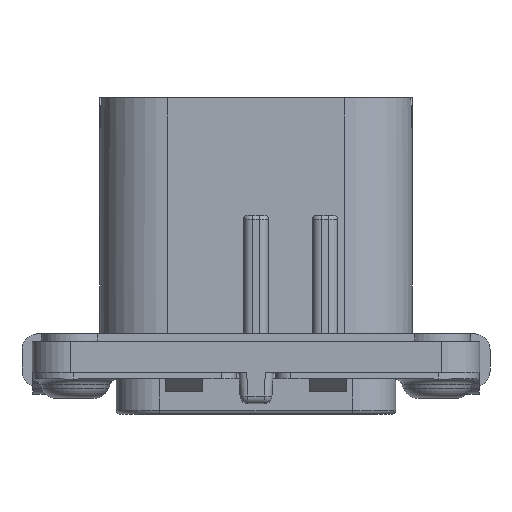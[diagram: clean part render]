
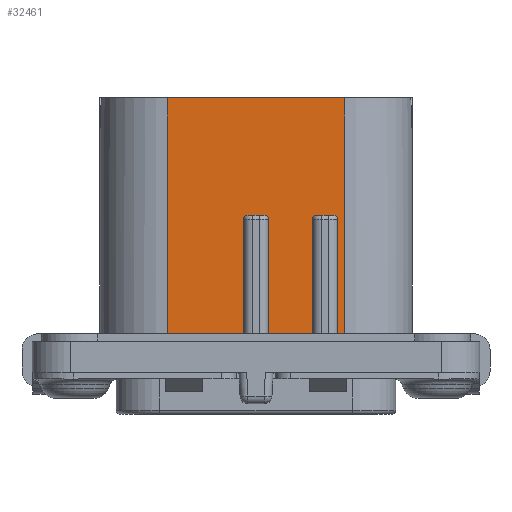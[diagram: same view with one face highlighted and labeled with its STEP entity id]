
A CAD part, front view. The second image highlights one B-rep face of the part: STEP entity #32461.
In plain terms, the highlighted planar face has unit normal (0, -1, 0).
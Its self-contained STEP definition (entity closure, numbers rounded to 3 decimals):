
#1459=DIRECTION('',(1.,0.,0.));
#1460=VECTOR('',#1459,0.45);
#1461=CARTESIAN_POINT('',(5.25,-9.,2.));
#1462=LINE('',#1461,#1460);
#1603=DIRECTION('',(1.,0.,0.));
#1604=VECTOR('',#1603,11.4);
#1605=CARTESIAN_POINT('',(-5.7,-9.,17.67));
#1606=LINE('',#1605,#1604);
#7551=DIRECTION('',(0.,0.,1.));
#7552=VECTOR('',#7551,7.87);
#7553=CARTESIAN_POINT('',(5.25,-9.,2.));
#7554=LINE('',#7553,#7552);
#7555=DIRECTION('',(1.,0.,0.));
#7556=VECTOR('',#7555,1.1);
#7557=CARTESIAN_POINT('',(3.9,-9.,10.12));
#7558=LINE('',#7557,#7556);
#7559=DIRECTION('',(0.,0.,1.));
#7560=VECTOR('',#7559,7.87);
#7561=CARTESIAN_POINT('',(3.65,-9.,2.));
#7562=LINE('',#7561,#7560);
#7563=DIRECTION('',(0.,0.,1.));
#7564=VECTOR('',#7563,7.87);
#7565=CARTESIAN_POINT('',(0.8,-9.,2.));
#7566=LINE('',#7565,#7564);
#7567=DIRECTION('',(1.,0.,0.));
#7568=VECTOR('',#7567,1.1);
#7569=CARTESIAN_POINT('',(-0.55,-9.,10.12));
#7570=LINE('',#7569,#7568);
#7571=DIRECTION('',(0.,0.,1.));
#7572=VECTOR('',#7571,7.87);
#7573=CARTESIAN_POINT('',(-0.8,-9.,2.));
#7574=LINE('',#7573,#7572);
#7575=DIRECTION('',(0.,0.,-1.));
#7576=VECTOR('',#7575,15.67);
#7577=CARTESIAN_POINT('',(-5.7,-9.,17.67));
#7578=LINE('',#7577,#7576);
#7579=DIRECTION('',(0.,0.,-1.));
#7580=VECTOR('',#7579,15.67);
#7581=CARTESIAN_POINT('',(5.7,-9.,17.67));
#7582=LINE('',#7581,#7580);
#7596=CARTESIAN_POINT('',(5.,-9.,9.87));
#7597=DIRECTION('',(0.,1.,0.));
#7598=DIRECTION('',(0.,0.,1.));
#7599=AXIS2_PLACEMENT_3D('',#7596,#7597,#7598);
#7638=CARTESIAN_POINT('',(3.9,-9.,9.87));
#7639=DIRECTION('',(0.,1.,0.));
#7640=DIRECTION('',(-1.,0.,0.));
#7641=AXIS2_PLACEMENT_3D('',#7638,#7639,#7640);
#7728=DIRECTION('',(1.,0.,0.));
#7729=VECTOR('',#7728,4.9);
#7730=CARTESIAN_POINT('',(-5.7,-9.,2.));
#7731=LINE('',#7730,#7729);
#13707=CARTESIAN_POINT('',(-0.55,-9.,9.87));
#13708=DIRECTION('',(0.,1.,0.));
#13709=DIRECTION('',(-1.,0.,0.));
#13710=AXIS2_PLACEMENT_3D('',#13707,#13708,#13709);
#13739=CARTESIAN_POINT('',(0.55,-9.,9.87));
#13740=DIRECTION('',(0.,1.,0.));
#13741=DIRECTION('',(0.,0.,1.));
#13742=AXIS2_PLACEMENT_3D('',#13739,#13740,#13741);
#13764=DIRECTION('',(1.,0.,0.));
#13765=VECTOR('',#13764,2.85);
#13766=CARTESIAN_POINT('',(0.8,-9.,2.));
#13767=LINE('',#13766,#13765);
#18291=CARTESIAN_POINT('',(-5.7,-9.,17.67));
#18292=CARTESIAN_POINT('',(-5.7,-9.,2.));
#18293=VERTEX_POINT('',#18291);
#18294=VERTEX_POINT('',#18292);
#18295=CARTESIAN_POINT('',(5.7,-9.,17.67));
#18296=CARTESIAN_POINT('',(5.7,-9.,2.));
#18297=VERTEX_POINT('',#18295);
#18298=VERTEX_POINT('',#18296);
#18445=CARTESIAN_POINT('',(-0.8,-9.,2.));
#18446=VERTEX_POINT('',#18445);
#18447=CARTESIAN_POINT('',(0.8,-9.,2.));
#18448=CARTESIAN_POINT('',(3.65,-9.,2.));
#18449=VERTEX_POINT('',#18447);
#18450=VERTEX_POINT('',#18448);
#18451=CARTESIAN_POINT('',(5.25,-9.,2.));
#18452=VERTEX_POINT('',#18451);
#20902=CARTESIAN_POINT('',(0.8,-9.,9.87));
#20904=VERTEX_POINT('',#20902);
#20906=CARTESIAN_POINT('',(0.55,-9.,10.12));
#20908=VERTEX_POINT('',#20906);
#20929=CARTESIAN_POINT('',(-0.55,-9.,10.12));
#20930=VERTEX_POINT('',#20929);
#20931=CARTESIAN_POINT('',(-0.8,-9.,9.87));
#20932=VERTEX_POINT('',#20931);
#20934=CARTESIAN_POINT('',(5.25,-9.,9.87));
#20936=VERTEX_POINT('',#20934);
#20938=CARTESIAN_POINT('',(5.,-9.,10.12));
#20940=VERTEX_POINT('',#20938);
#20941=CARTESIAN_POINT('',(3.9,-9.,10.12));
#20943=VERTEX_POINT('',#20941);
#20945=CARTESIAN_POINT('',(3.65,-9.,9.87));
#20947=VERTEX_POINT('',#20945);
#32425=CARTESIAN_POINT('',(-10.05,-9.,2.));
#32426=DIRECTION('',(0.,-1.,0.));
#32427=DIRECTION('',(1.,0.,0.));
#32428=AXIS2_PLACEMENT_3D('',#32425,#32426,#32427);
#32429=PLANE('',#32428);
#32431=ORIENTED_EDGE('',*,*,#32430,.T.);
#32433=ORIENTED_EDGE('',*,*,#32432,.F.);
#32435=ORIENTED_EDGE('',*,*,#32434,.F.);
#32437=ORIENTED_EDGE('',*,*,#32436,.F.);
#32439=ORIENTED_EDGE('',*,*,#32438,.F.);
#32441=ORIENTED_EDGE('',*,*,#32440,.F.);
#32443=ORIENTED_EDGE('',*,*,#32442,.T.);
#32445=ORIENTED_EDGE('',*,*,#32444,.F.);
#32447=ORIENTED_EDGE('',*,*,#32446,.F.);
#32449=ORIENTED_EDGE('',*,*,#32448,.F.);
#32451=ORIENTED_EDGE('',*,*,#32450,.F.);
#32453=ORIENTED_EDGE('',*,*,#32452,.F.);
#32455=ORIENTED_EDGE('',*,*,#32454,.F.);
#32456=ORIENTED_EDGE('',*,*,#24096,.T.);
#32457=ORIENTED_EDGE('',*,*,#24065,.T.);
#32458=ORIENTED_EDGE('',*,*,#23892,.F.);
#32459=EDGE_LOOP('',(#32431,#32433,#32435,#32437,#32439,#32441,#32443,#32445,
#32447,#32449,#32451,#32453,#32455,#32456,#32457,#32458));
#32460=FACE_OUTER_BOUND('',#32459,.F.);
#32461=ADVANCED_FACE('',(#32460),#32429,.T.);
#7600=CIRCLE('',#7599,0.25);
#7642=CIRCLE('',#7641,0.25);
#13711=CIRCLE('',#13710,0.25);
#13743=CIRCLE('',#13742,0.25);
#23892=EDGE_CURVE('',#18452,#18298,#1462,.T.);
#24065=EDGE_CURVE('',#18297,#18298,#7582,.T.);
#24096=EDGE_CURVE('',#18293,#18297,#1606,.T.);
#32430=EDGE_CURVE('',#18452,#20936,#7554,.T.);
#32432=EDGE_CURVE('',#20940,#20936,#7600,.T.);
#32434=EDGE_CURVE('',#20943,#20940,#7558,.T.);
#32436=EDGE_CURVE('',#20947,#20943,#7642,.T.);
#32438=EDGE_CURVE('',#18450,#20947,#7562,.T.);
#32440=EDGE_CURVE('',#18449,#18450,#13767,.T.);
#32442=EDGE_CURVE('',#18449,#20904,#7566,.T.);
#32444=EDGE_CURVE('',#20908,#20904,#13743,.T.);
#32446=EDGE_CURVE('',#20930,#20908,#7570,.T.);
#32448=EDGE_CURVE('',#20932,#20930,#13711,.T.);
#32450=EDGE_CURVE('',#18446,#20932,#7574,.T.);
#32452=EDGE_CURVE('',#18294,#18446,#7731,.T.);
#32454=EDGE_CURVE('',#18293,#18294,#7578,.T.);
